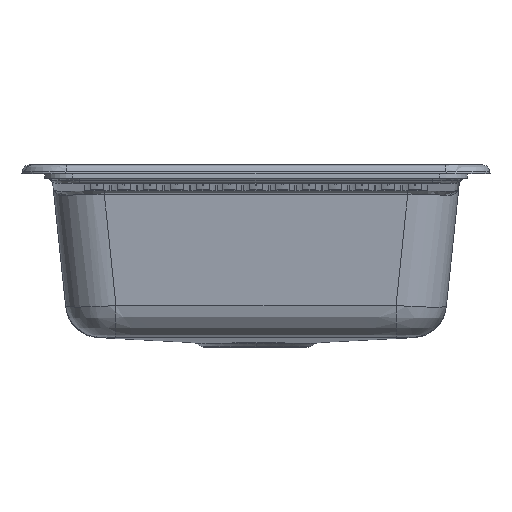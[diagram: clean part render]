
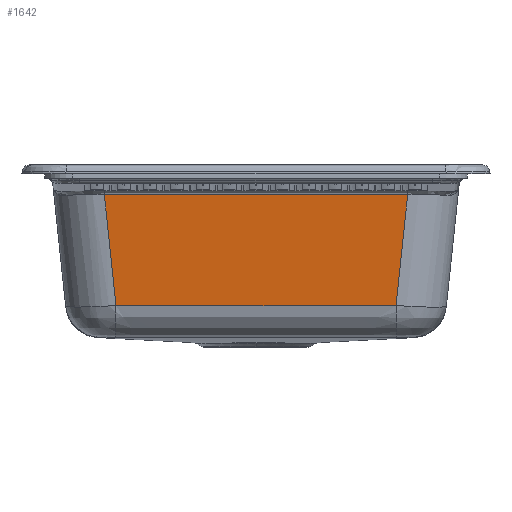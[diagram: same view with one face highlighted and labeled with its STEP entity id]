
A CAD part, left-side view. The second image highlights one B-rep face of the part: STEP entity #1642.
In plain terms, the highlighted planar face has unit normal (-0.996, 0, -0.087).
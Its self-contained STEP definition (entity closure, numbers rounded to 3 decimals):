
#293=LINE('',#35906,#512);
#315=LINE('',#37892,#534);
#316=LINE('',#37909,#535);
#512=VECTOR('',#13219,1.);
#534=VECTOR('',#13369,1.);
#535=VECTOR('',#13372,1.);
#706=PLANE('',#12403);
#1642=ADVANCED_FACE('',(#2940),#706,.F.);
#2940=FACE_OUTER_BOUND('',#3751,.T.);
#3751=EDGE_LOOP('',(#6188,#6189,#6190,#6191));
#6188=ORIENTED_EDGE('',*,*,#10204,.F.);
#6189=ORIENTED_EDGE('',*,*,#10059,.T.);
#6190=ORIENTED_EDGE('',*,*,#10206,.F.);
#6191=ORIENTED_EDGE('',*,*,#10207,.T.);
#8649=VERTEX_POINT('',#35873);
#8650=VERTEX_POINT('',#35905);
#8727=VERTEX_POINT('',#37893);
#8728=VERTEX_POINT('',#37910);
#10059=EDGE_CURVE('',#8649,#8650,#293,.T.);
#10204=EDGE_CURVE('',#8649,#8727,#315,.T.);
#10206=EDGE_CURVE('',#8728,#8650,#316,.T.);
#10207=EDGE_CURVE('',#8728,#8727,#11710,.T.);
#11710=B_SPLINE_CURVE_WITH_KNOTS('',3,(#37911,#37912,#37913,#37914,#37915,
#37916,#37917,#37918,#37919,#37920,#37921,#37922,#37923,#37924),
 .UNSPECIFIED.,.F.,.F.,(4,2,2,2,2,2,4),(0.,0.125,0.25,0.5,0.75,0.875,1.),
 .UNSPECIFIED.);
#12403=AXIS2_PLACEMENT_3D('',#37925,#13373,#13374);
#13219=DIRECTION('',(0.,1.,0.));
#13369=DIRECTION('',(0.087,0.104,-0.991));
#13372=DIRECTION('',(-0.087,0.104,0.991));
#13373=DIRECTION('',(0.996,0.,0.087));
#13374=DIRECTION('',(-0.087,0.,0.996));
#35873=CARTESIAN_POINT('',(-221.922,-165.59,-32.99));
#35905=CARTESIAN_POINT('',(-221.922,165.59,-32.99));
#35906=CARTESIAN_POINT('',(-221.922,166.059,-32.99));
#37892=CARTESIAN_POINT('',(-222.911,-166.778,-21.691));
#37893=CARTESIAN_POINT('',(-211.356,-152.896,-153.767));
#37909=CARTESIAN_POINT('',(-220.463,163.837,-49.665));
#37910=CARTESIAN_POINT('',(-211.358,152.898,-153.746));
#37911=CARTESIAN_POINT('',(-211.358,152.898,-153.746));
#37912=CARTESIAN_POINT('',(-211.334,140.158,-154.011));
#37913=CARTESIAN_POINT('',(-211.337,127.416,-153.982));
#37914=CARTESIAN_POINT('',(-211.335,101.933,-154.009));
#37915=CARTESIAN_POINT('',(-211.333,89.192,-154.021));
#37916=CARTESIAN_POINT('',(-211.331,50.967,-154.048));
#37917=CARTESIAN_POINT('',(-211.331,25.484,-154.053));
#37918=CARTESIAN_POINT('',(-211.332,-25.481,-154.04));
#37919=CARTESIAN_POINT('',(-211.334,-50.964,-154.021));
#37920=CARTESIAN_POINT('',(-211.337,-89.189,-153.982));
#37921=CARTESIAN_POINT('',(-211.338,-101.93,-153.968));
#37922=CARTESIAN_POINT('',(-211.341,-127.413,-153.937));
#37923=CARTESIAN_POINT('',(-211.337,-140.155,-153.98));
#37924=CARTESIAN_POINT('',(-211.356,-152.896,-153.767));
#37925=CARTESIAN_POINT('',(-224.696,-300.,-1.284));
